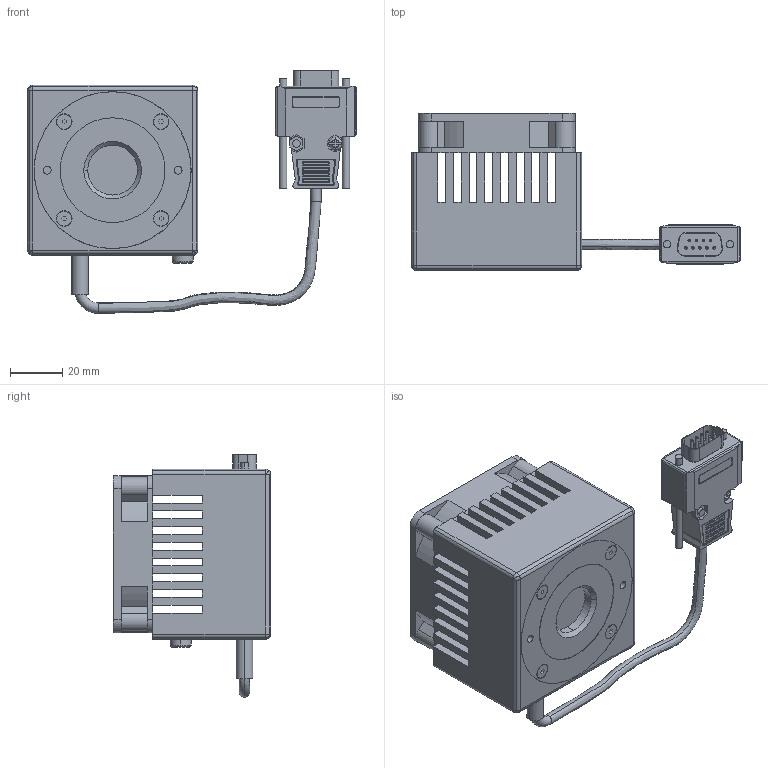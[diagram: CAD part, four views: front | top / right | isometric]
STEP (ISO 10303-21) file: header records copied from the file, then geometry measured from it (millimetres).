
FILE_DESCRIPTION (( 'STEP AP203' ), '1' );
FILE_NAME ('50W̽ͷ.STEP', '2021-07-30T01:36:48', ( '' ), ( '' ), 'SwSTEP 2.0', 'SolidWorks 2020', '' );
FILE_SCHEMA (( 'CONFIG_CONTROL_DESIGN' ));
Length unit declared in the file: millimetre
Products named in the file (1): 50W̽ͷ
Bounding box: 125.62 x 60 x 92.7 mm (x, y, z)
Volume: 176733.5 mm3; surface area: 70531.7 mm2
Topology: 1 solids, 5 shells, 1253 faces, 3458 edges, 2175 vertices
Faces by surface type: plane 556, cylinder 464, torus 87, sphere 68, bspline 60, cone 18
Entity records: 41611 total; most frequent: CARTESIAN_POINT 9645, ORIENTED_EDGE 6780, DIRECTION 6588, EDGE_CURVE 3390, AXIS2_PLACEMENT_3D 2282, VERTEX_POINT 2155, VECTOR 2024, LINE 2024
